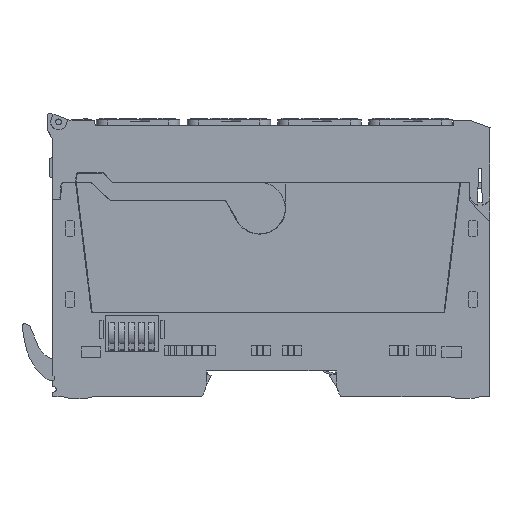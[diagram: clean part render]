
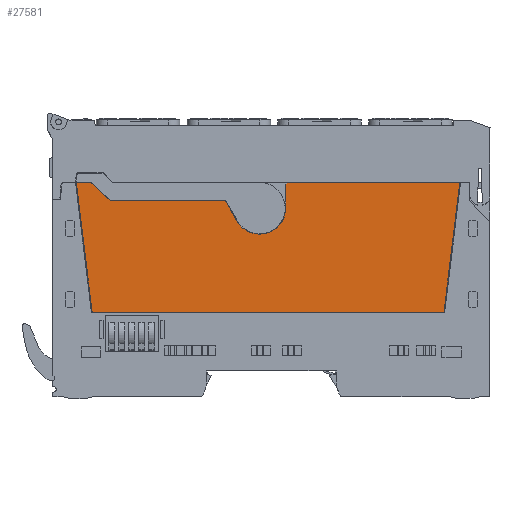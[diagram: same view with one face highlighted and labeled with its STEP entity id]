
A CAD part, left-side view. The second image highlights one B-rep face of the part: STEP entity #27581.
In plain terms, the highlighted planar face has unit normal (-1, 0, 0).
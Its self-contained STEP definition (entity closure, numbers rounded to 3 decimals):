
#7490=AXIS2_PLACEMENT_3D('Plane Axis2P3D',#7487,#7488,#7489) ;
#19640=AXIS2_PLACEMENT_3D('Circle Axis2P3D',#19638,#19639,$) ;
#19678=AXIS2_PLACEMENT_3D('Circle Axis2P3D',#19676,#19677,$) ;
#19735=AXIS2_PLACEMENT_3D('Circle Axis2P3D',#19733,#19734,$) ;
#7487=CARTESIAN_POINT('Axis2P3D Location',(0.,118.817,0.6)) ;
#19502=CARTESIAN_POINT('Vertex',(0.,55.85,52.075)) ;
#19505=CARTESIAN_POINT('Line Origine',(0.,55.85,55.325)) ;
#19509=CARTESIAN_POINT('Vertex',(0.,55.85,58.575)) ;
#19524=CARTESIAN_POINT('Line Origine',(0.,55.6,58.825)) ;
#19528=CARTESIAN_POINT('Vertex',(0.,55.35,59.075)) ;
#19543=CARTESIAN_POINT('Line Origine',(0.,31.799,59.075)) ;
#19547=CARTESIAN_POINT('Vertex',(0.,8.248,59.075)) ;
#19562=CARTESIAN_POINT('Line Origine',(0.,10.421,41.375)) ;
#19566=CARTESIAN_POINT('Vertex',(0.,12.595,23.675)) ;
#19581=CARTESIAN_POINT('Line Origine',(0.,60.65,23.675)) ;
#19585=CARTESIAN_POINT('Vertex',(0.,108.705,23.675)) ;
#19600=CARTESIAN_POINT('Line Origine',(0.,110.879,41.375)) ;
#19604=CARTESIAN_POINT('Vertex',(0.,113.052,59.075)) ;
#19619=CARTESIAN_POINT('Line Origine',(0.,111.224,59.075)) ;
#19623=CARTESIAN_POINT('Vertex',(0.,109.396,59.075)) ;
#19638=CARTESIAN_POINT('Axis2P3D Location',(0.,109.396,58.075)) ;
#19642=CARTESIAN_POINT('Vertex',(0.,108.688,58.782)) ;
#19657=CARTESIAN_POINT('Line Origine',(0.,106.76,56.853)) ;
#19661=CARTESIAN_POINT('Vertex',(0.,104.831,54.924)) ;
#19676=CARTESIAN_POINT('Axis2P3D Location',(0.,102.78,56.975)) ;
#19680=CARTESIAN_POINT('Vertex',(0.,102.78,54.075)) ;
#19695=CARTESIAN_POINT('Line Origine',(0.,87.542,54.075)) ;
#19699=CARTESIAN_POINT('Vertex',(0.,72.303,54.075)) ;
#19714=CARTESIAN_POINT('Line Origine',(0.,70.701,51.3)) ;
#19718=CARTESIAN_POINT('Vertex',(0.,69.099,48.525)) ;
#19733=CARTESIAN_POINT('Axis2P3D Location',(0.,62.95,52.075)) ;
#7488=DIRECTION('Axis2P3D Direction',(1.,0.,0.)) ;
#7489=DIRECTION('Axis2P3D XDirection',(0.,-1.,0.)) ;
#19506=DIRECTION('Vector Direction',(0.,0.,1.)) ;
#19525=DIRECTION('Vector Direction',(0.,-0.707,0.707)) ;
#19544=DIRECTION('Vector Direction',(0.,-1.,0.)) ;
#19563=DIRECTION('Vector Direction',(0.,0.122,-0.993)) ;
#19582=DIRECTION('Vector Direction',(0.,1.,0.)) ;
#19601=DIRECTION('Vector Direction',(0.,0.122,0.993)) ;
#19620=DIRECTION('Vector Direction',(0.,-1.,0.)) ;
#19639=DIRECTION('Axis2P3D Direction',(1.,0.,0.)) ;
#19658=DIRECTION('Vector Direction',(0.,-0.707,-0.707)) ;
#19677=DIRECTION('Axis2P3D Direction',(1.,0.,0.)) ;
#19696=DIRECTION('Vector Direction',(0.,-1.,0.)) ;
#19715=DIRECTION('Vector Direction',(0.,-0.5,-0.866)) ;
#19734=DIRECTION('Axis2P3D Direction',(1.,0.,0.)) ;
#19507=VECTOR('Line Direction',#19506,1.) ;
#19526=VECTOR('Line Direction',#19525,1.) ;
#19545=VECTOR('Line Direction',#19544,1.) ;
#19564=VECTOR('Line Direction',#19563,1.) ;
#19583=VECTOR('Line Direction',#19582,1.) ;
#19602=VECTOR('Line Direction',#19601,1.) ;
#19621=VECTOR('Line Direction',#19620,1.) ;
#19659=VECTOR('Line Direction',#19658,1.) ;
#19697=VECTOR('Line Direction',#19696,1.) ;
#19716=VECTOR('Line Direction',#19715,1.) ;
#27567=ORIENTED_EDGE('',*,*,#19568,.T.) ;
#27568=ORIENTED_EDGE('',*,*,#19549,.T.) ;
#27569=ORIENTED_EDGE('',*,*,#19530,.T.) ;
#27570=ORIENTED_EDGE('',*,*,#19511,.T.) ;
#27571=ORIENTED_EDGE('',*,*,#19737,.T.) ;
#27572=ORIENTED_EDGE('',*,*,#19720,.T.) ;
#27573=ORIENTED_EDGE('',*,*,#19701,.T.) ;
#27574=ORIENTED_EDGE('',*,*,#19682,.T.) ;
#27575=ORIENTED_EDGE('',*,*,#19663,.T.) ;
#27576=ORIENTED_EDGE('',*,*,#19644,.T.) ;
#27577=ORIENTED_EDGE('',*,*,#19625,.T.) ;
#27578=ORIENTED_EDGE('',*,*,#19606,.T.) ;
#27579=ORIENTED_EDGE('',*,*,#19587,.T.) ;
#27581=ADVANCED_FACE('Modul',(#27580),#7491,.F.) ;
#19641=CIRCLE('generated circle',#19640,1.) ;
#19679=CIRCLE('generated circle',#19678,2.9) ;
#19736=CIRCLE('generated circle',#19735,7.1) ;
#19511=EDGE_CURVE('',#19510,#19503,#19508,.F.) ;
#19530=EDGE_CURVE('',#19529,#19510,#19527,.F.) ;
#19549=EDGE_CURVE('',#19548,#19529,#19546,.F.) ;
#19568=EDGE_CURVE('',#19567,#19548,#19565,.F.) ;
#19587=EDGE_CURVE('',#19586,#19567,#19584,.F.) ;
#19606=EDGE_CURVE('',#19605,#19586,#19603,.F.) ;
#19625=EDGE_CURVE('',#19624,#19605,#19622,.F.) ;
#19644=EDGE_CURVE('',#19643,#19624,#19641,.F.) ;
#19663=EDGE_CURVE('',#19662,#19643,#19660,.F.) ;
#19682=EDGE_CURVE('',#19681,#19662,#19679,.T.) ;
#19701=EDGE_CURVE('',#19700,#19681,#19698,.F.) ;
#19720=EDGE_CURVE('',#19719,#19700,#19717,.F.) ;
#19737=EDGE_CURVE('',#19503,#19719,#19736,.T.) ;
#27566=EDGE_LOOP('',(#27567,#27568,#27569,#27570,#27571,#27572,#27573,#27574,#27575,#27576,#27577,#27578,#27579)) ;
#27580=FACE_OUTER_BOUND('',#27566,.T.) ;
#19508=LINE('Line',#19505,#19507) ;
#19527=LINE('Line',#19524,#19526) ;
#19546=LINE('Line',#19543,#19545) ;
#19565=LINE('Line',#19562,#19564) ;
#19584=LINE('Line',#19581,#19583) ;
#19603=LINE('Line',#19600,#19602) ;
#19622=LINE('Line',#19619,#19621) ;
#19660=LINE('Line',#19657,#19659) ;
#19698=LINE('Line',#19695,#19697) ;
#19717=LINE('Line',#19714,#19716) ;
#7491=PLANE('',#7490) ;
#19503=VERTEX_POINT('',#19502) ;
#19510=VERTEX_POINT('',#19509) ;
#19529=VERTEX_POINT('',#19528) ;
#19548=VERTEX_POINT('',#19547) ;
#19567=VERTEX_POINT('',#19566) ;
#19586=VERTEX_POINT('',#19585) ;
#19605=VERTEX_POINT('',#19604) ;
#19624=VERTEX_POINT('',#19623) ;
#19643=VERTEX_POINT('',#19642) ;
#19662=VERTEX_POINT('',#19661) ;
#19681=VERTEX_POINT('',#19680) ;
#19700=VERTEX_POINT('',#19699) ;
#19719=VERTEX_POINT('',#19718) ;
